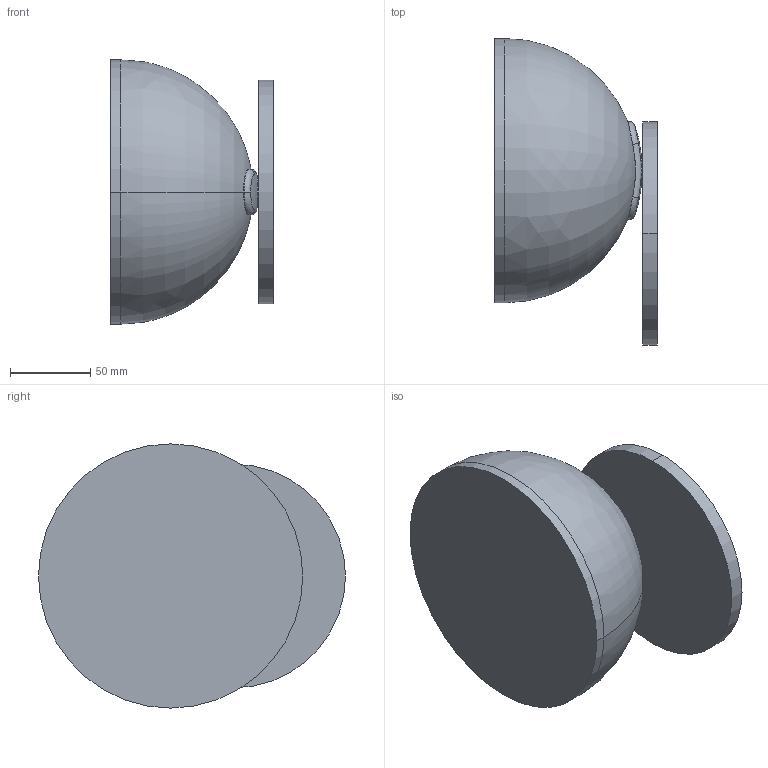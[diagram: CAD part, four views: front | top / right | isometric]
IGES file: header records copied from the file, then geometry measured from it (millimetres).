
Start section: SolidWorks IGES file using analytic representation for surfaces
Global section: file name: GEODS - Geode Sconce.IGS; native system: SolidWorks 2020; preprocessor: SolidWorks 2020; author: Design; date: 191218.114410; units: millimetre
Bounding box: 101.54 x 191.77 x 165.1 mm (x, y, z)
Surface area: 102740.2 mm2 (no closed solid volume)
Topology: 0 solids, 3 shells, 119 faces, 281 edges, 184 vertices
Faces by surface type: revolution 68, plane 35, bspline 16
